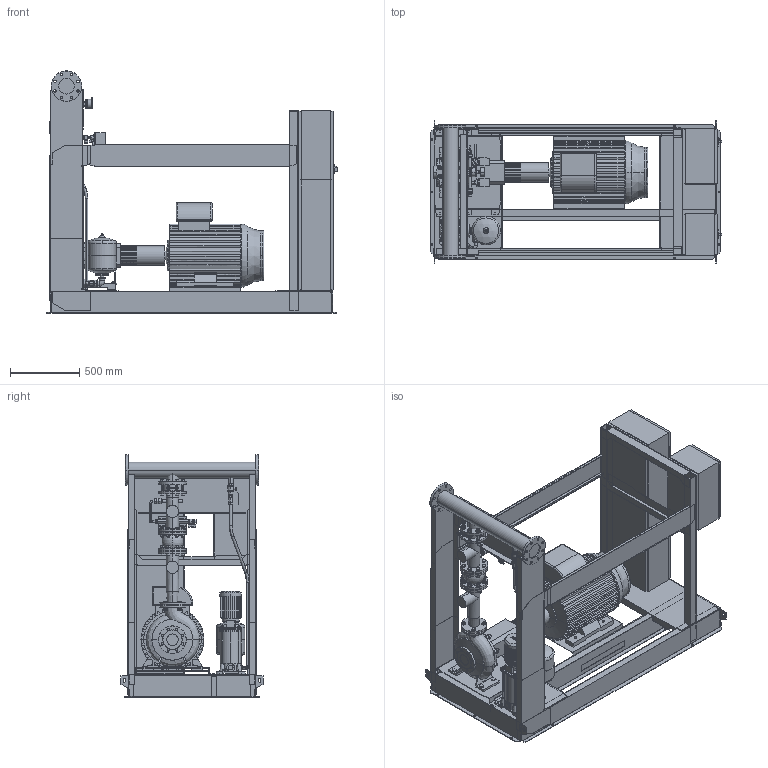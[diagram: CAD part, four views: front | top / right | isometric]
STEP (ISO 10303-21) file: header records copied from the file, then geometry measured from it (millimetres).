
FILE_DESCRIPTION((''),'2;1');
FILE_NAME('3d_Sifire-EN-65_250-252-45_1.1EJ-4183755.stp','2015-05-26T07:16:08',(''),(''),'Mechanical Desktop 2009','Mechanical Desktop 2009',', , ');
FILE_SCHEMA(('CONFIG_CONTROL_DESIGN'));
Length unit declared in the file: millimetre
Products named in the file (1): Product
Bounding box: 2105.5 x 1026 x 1750 mm (x, y, z)
Volume: 377773477.9 mm3; surface area: 25908091.2 mm2
Topology: 173 solids, 173 shells, 4167 faces, 10135 edges, 6412 vertices
Faces by surface type: plane 1570, bspline 1177, cylinder 862, cone 430, torus 98, sphere 30
Entity records: 134661 total; most frequent: CARTESIAN_POINT 42238, ORIENTED_EDGE 20218, DIRECTION 17661, EDGE_CURVE 10109, VERTEX_POINT 6411, AXIS2_PLACEMENT_3D 6132, VECTOR 5397, LINE 5397
